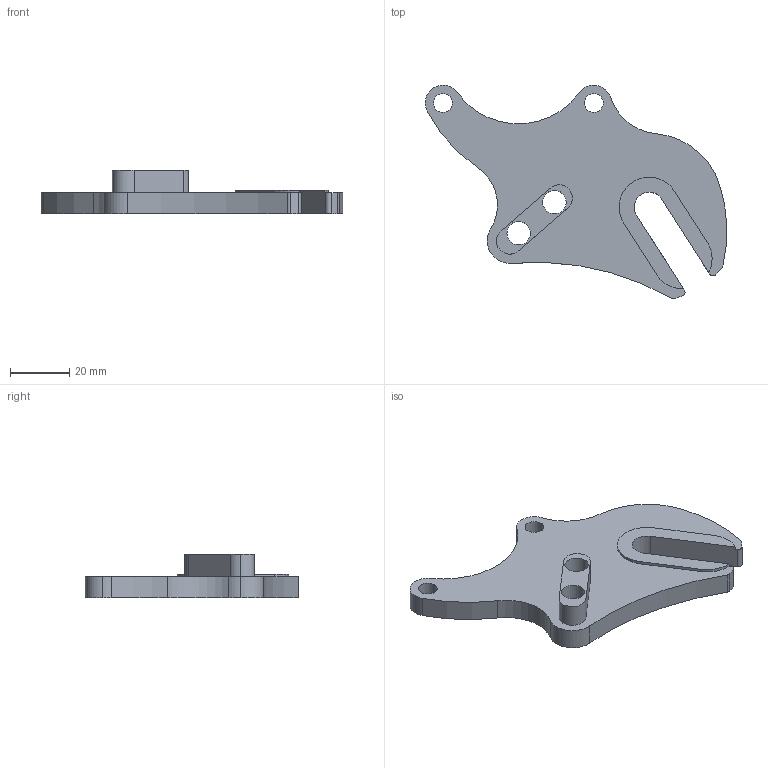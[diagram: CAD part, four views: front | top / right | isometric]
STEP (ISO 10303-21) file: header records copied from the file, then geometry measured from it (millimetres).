
FILE_DESCRIPTION (( 'STEP AP214' ), '1' );
FILE_NAME ('DR4010.STEP', '2025-06-30T18:26:05', ( '' ), ( '' ), 'SwSTEP 2.0', 'SolidWorks 2023', '' );
FILE_SCHEMA (( 'AUTOMOTIVE_DESIGN' ));
Length unit declared in the file: inch
Products named in the file (1): DR4010
Bounding box: 101.93 x 72.12 x 14.86 mm (x, y, z)
Volume: 28968 mm3; surface area: 12041.6 mm2
Topology: 1 solids, 1 shells, 45 faces, 126 edges, 84 vertices
Faces by surface type: cylinder 35, plane 10
Entity records: 1533 total; most frequent: DIRECTION 288, CARTESIAN_POINT 256, ORIENTED_EDGE 252, EDGE_CURVE 126, AXIS2_PLACEMENT_3D 116, VERTEX_POINT 84, CIRCLE 70, VECTOR 56
